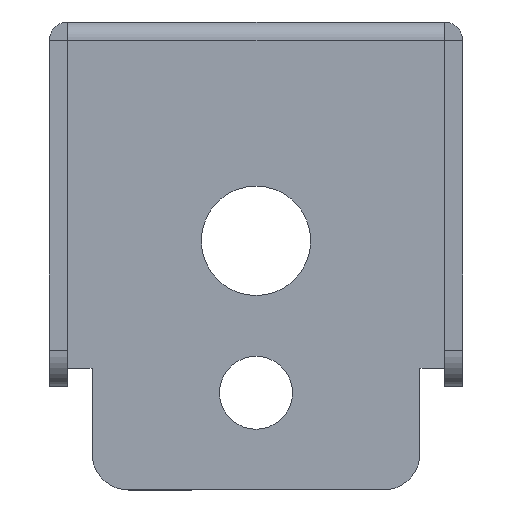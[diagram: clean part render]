
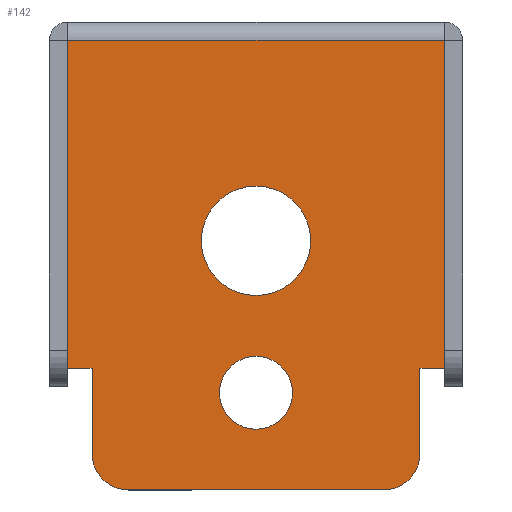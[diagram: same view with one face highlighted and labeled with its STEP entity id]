
A CAD part, left-side view. The second image highlights one B-rep face of the part: STEP entity #142.
In plain terms, the highlighted planar face has unit normal (-1, 0, 0).
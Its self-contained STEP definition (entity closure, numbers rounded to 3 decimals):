
#142 = ADVANCED_FACE ( 'NONE', ( #14547, #14553, #14555 ), #4903, .F. ) ;
#1485 = EDGE_CURVE ( 'NONE', #3721, #3750, #13439, .T. ) ;
#1493 = EDGE_CURVE ( 'NONE', #3698, #3692, #13452, .T. ) ;
#1516 = EDGE_CURVE ( 'NONE', #3760, #3780, #13485, .T. ) ;
#1518 = EDGE_CURVE ( 'NONE', #3715, #3779, #13489, .T. ) ;
#2797 = VERTEX_POINT ( 'NONE', #7629 ) ;
#2800 = VERTEX_POINT ( 'NONE', #7632 ) ;
#2805 = VERTEX_POINT ( 'NONE', #7638 ) ;
#2808 = VERTEX_POINT ( 'NONE', #7642 ) ;
#2809 = VERTEX_POINT ( 'NONE', #7645 ) ;
#2812 = VERTEX_POINT ( 'NONE', #7641 ) ;
#3163 = LINE ( 'NONE', #9383, #3179 ) ;
#3171 = LINE ( 'NONE', #9388, #3175 ) ;
#3175 = VECTOR ( 'NONE', #9389, 1000. ) ;
#3179 = VECTOR ( 'NONE', #9384, 1000. ) ;
#3182 = VECTOR ( 'NONE', #9406, 1000. ) ;
#3184 = CIRCLE ( 'NONE', #14811, 3. ) ;
#3188 = LINE ( 'NONE', #9392, #3190 ) ;
#3190 = VECTOR ( 'NONE', #9393, 1000. ) ;
#3192 = LINE ( 'NONE', #9394, #3194 ) ;
#3194 = VECTOR ( 'NONE', #9395, 1000. ) ;
#3203 = LINE ( 'NONE', #9387, #3182 ) ;
#3208 = LINE ( 'NONE', #9422, #3210 ) ;
#3210 = VECTOR ( 'NONE', #9424, 1000. ) ;
#3212 = CIRCLE ( 'NONE', #14808, 4.5 ) ;
#3216 = CIRCLE ( 'NONE', #14812, 3. ) ;
#3226 = CIRCLE ( 'NONE', #14814, 3. ) ;
#3692 = VERTEX_POINT ( 'NONE', #8113 ) ;
#3698 = VERTEX_POINT ( 'NONE', #8124 ) ;
#3715 = VERTEX_POINT ( 'NONE', #8301 ) ;
#3721 = VERTEX_POINT ( 'NONE', #8308 ) ;
#3750 = VERTEX_POINT ( 'NONE', #8362 ) ;
#3760 = VERTEX_POINT ( 'NONE', #8380 ) ;
#3779 = VERTEX_POINT ( 'NONE', #8415 ) ;
#3780 = VERTEX_POINT ( 'NONE', #8417 ) ;
#4898 = CARTESIAN_POINT ( 'NONE',  ( -349.5, 15.49, 0. ) ) ;
#4903 = PLANE ( 'NONE',  #13173 ) ;
#4904 = DIRECTION ( 'NONE',  ( 1., 0., 0. ) ) ;
#4905 = DIRECTION ( 'NONE',  ( 0., 0., -1. ) ) ;
#6781 = CARTESIAN_POINT ( 'NONE',  ( -349.5, 0., -16.5 ) ) ;
#6782 = DIRECTION ( 'NONE',  ( -1., 0., 0. ) ) ;
#6783 = DIRECTION ( 'NONE',  ( 0., 0., 1. ) ) ;
#6802 = CARTESIAN_POINT ( 'NONE',  ( -349.5, 0., -29. ) ) ;
#6803 = DIRECTION ( 'NONE',  ( -1., 0., 0. ) ) ;
#6804 = DIRECTION ( 'NONE',  ( 0., 0., 1. ) ) ;
#6851 = CARTESIAN_POINT ( 'NONE',  ( -349.5, -15.49, -27. ) ) ;
#6854 = DIRECTION ( 'NONE',  ( 0., -1., 0. ) ) ;
#6855 = CARTESIAN_POINT ( 'NONE',  ( -349.5, -15.49, -27. ) ) ;
#6858 = DIRECTION ( 'NONE',  ( 0., -1., 0. ) ) ;
#7629 = CARTESIAN_POINT ( 'NONE',  ( -349.5, 15.49, -0.01 ) ) ;
#7632 = CARTESIAN_POINT ( 'NONE',  ( -349.5, -15.49, -0.01 ) ) ;
#7638 = CARTESIAN_POINT ( 'NONE',  ( -349.5, -10.49, -37. ) ) ;
#7641 = CARTESIAN_POINT ( 'NONE',  ( -349.5, 13.49, -34. ) ) ;
#7642 = CARTESIAN_POINT ( 'NONE',  ( -349.5, 10.49, -37. ) ) ;
#7645 = CARTESIAN_POINT ( 'NONE',  ( -349.5, -13.49, -34. ) ) ;
#8113 = CARTESIAN_POINT ( 'NONE',  ( -349.5, 0., -26. ) ) ;
#8124 = CARTESIAN_POINT ( 'NONE',  ( -349.5, 0., -32. ) ) ;
#8301 = CARTESIAN_POINT ( 'NONE',  ( -349.5, 15.49, -27. ) ) ;
#8308 = CARTESIAN_POINT ( 'NONE',  ( -349.5, 0., -21. ) ) ;
#8362 = CARTESIAN_POINT ( 'NONE',  ( -349.5, 0., -12. ) ) ;
#8380 = CARTESIAN_POINT ( 'NONE',  ( -349.5, -13.49, -27. ) ) ;
#8415 = CARTESIAN_POINT ( 'NONE',  ( -349.5, 13.49, -27. ) ) ;
#8417 = CARTESIAN_POINT ( 'NONE',  ( -349.5, -15.49, -27. ) ) ;
#9375 = CARTESIAN_POINT ( 'NONE',  ( -349.5, -10.49, -34. ) ) ;
#9383 = CARTESIAN_POINT ( 'NONE',  ( -349.5, -15.49, 0. ) ) ;
#9384 = DIRECTION ( 'NONE',  ( 0., 0., 1. ) ) ;
#9385 = DIRECTION ( 'NONE',  ( -1., 0., 0. ) ) ;
#9386 = DIRECTION ( 'NONE',  ( 0., 0., -1. ) ) ;
#9387 = CARTESIAN_POINT ( 'NONE',  ( -349.5, -13.49, -37. ) ) ;
#9388 = CARTESIAN_POINT ( 'NONE',  ( -349.5, 15.49, -0.01 ) ) ;
#9389 = DIRECTION ( 'NONE',  ( 0., -1., 0. ) ) ;
#9392 = CARTESIAN_POINT ( 'NONE',  ( -349.5, 15.49, -27. ) ) ;
#9393 = DIRECTION ( 'NONE',  ( 0., 0., -1. ) ) ;
#9394 = CARTESIAN_POINT ( 'NONE',  ( -349.5, -13.49, -37. ) ) ;
#9395 = DIRECTION ( 'NONE',  ( 0., 0., 1. ) ) ;
#9404 = CARTESIAN_POINT ( 'NONE',  ( -349.5, 0., -29. ) ) ;
#9406 = DIRECTION ( 'NONE',  ( 0., 1., 0. ) ) ;
#9408 = CARTESIAN_POINT ( 'NONE',  ( -349.5, 0., -16.5 ) ) ;
#9411 = DIRECTION ( 'NONE',  ( -1., 0., 0. ) ) ;
#9413 = DIRECTION ( 'NONE',  ( 0., 0., 1. ) ) ;
#9415 = CARTESIAN_POINT ( 'NONE',  ( -349.5, 10.49, -34. ) ) ;
#9418 = DIRECTION ( 'NONE',  ( -1., 0., 0. ) ) ;
#9419 = DIRECTION ( 'NONE',  ( 0., 0., 1. ) ) ;
#9422 = CARTESIAN_POINT ( 'NONE',  ( -349.5, 13.49, -37. ) ) ;
#9424 = DIRECTION ( 'NONE',  ( 0., 0., 1. ) ) ;
#9435 = DIRECTION ( 'NONE',  ( -1., 0., 0. ) ) ;
#9437 = DIRECTION ( 'NONE',  ( 0., 0., -1. ) ) ;
#12606 = EDGE_CURVE ( 'NONE', #3780, #2800, #3163, .T. ) ;
#12607 = EDGE_CURVE ( 'NONE', #2805, #2809, #3184, .T. ) ;
#12608 = EDGE_CURVE ( 'NONE', #2797, #2800, #3171, .T. ) ;
#12610 = EDGE_CURVE ( 'NONE', #2797, #3715, #3188, .T. ) ;
#12611 = EDGE_CURVE ( 'NONE', #2809, #3760, #3192, .T. ) ;
#12614 = EDGE_CURVE ( 'NONE', #2805, #2808, #3203, .T. ) ;
#12615 = EDGE_CURVE ( 'NONE', #3750, #3721, #3212, .T. ) ;
#12616 = EDGE_CURVE ( 'NONE', #3692, #3698, #3216, .T. ) ;
#12617 = EDGE_CURVE ( 'NONE', #2812, #3779, #3208, .T. ) ;
#12619 = EDGE_CURVE ( 'NONE', #2812, #2808, #3226, .T. ) ;
#13173 = AXIS2_PLACEMENT_3D ( 'NONE', #4898, #4904, #4905 ) ;
#13439 = CIRCLE ( 'NONE', #16047, 4.5 ) ;
#13452 = CIRCLE ( 'NONE', #16049, 3. ) ;
#13485 = LINE ( 'NONE', #6851, #13490 ) ;
#13489 = LINE ( 'NONE', #6855, #13493 ) ;
#13490 = VECTOR ( 'NONE', #6854, 1000. ) ;
#13493 = VECTOR ( 'NONE', #6858, 1000. ) ;
#13776 = EDGE_LOOP ( 'NONE', ( #15655, #15659 ) ) ;
#13779 = EDGE_LOOP ( 'NONE', ( #15658, #15662 ) ) ;
#13780 = EDGE_LOOP ( 'NONE', ( #15661, #15665, #15576, #15563, #15579, #15566, #15572, #15567, #15575, #15570 ) ) ;
#14547 = FACE_BOUND ( 'NONE', #13776, .T. ) ;
#14553 = FACE_BOUND ( 'NONE', #13779, .T. ) ;
#14555 = FACE_OUTER_BOUND ( 'NONE', #13780, .T. ) ;
#14808 = AXIS2_PLACEMENT_3D ( 'NONE', #9408, #9411, #9413 ) ;
#14811 = AXIS2_PLACEMENT_3D ( 'NONE', #9375, #9385, #9386 ) ;
#14812 = AXIS2_PLACEMENT_3D ( 'NONE', #9404, #9418, #9419 ) ;
#14814 = AXIS2_PLACEMENT_3D ( 'NONE', #9415, #9435, #9437 ) ;
#15563 = ORIENTED_EDGE ( 'NONE', *, *, #1516, .T. ) ;
#15566 = ORIENTED_EDGE ( 'NONE', *, *, #12608, .F. ) ;
#15567 = ORIENTED_EDGE ( 'NONE', *, *, #1518, .T. ) ;
#15570 = ORIENTED_EDGE ( 'NONE', *, *, #12619, .T. ) ;
#15572 = ORIENTED_EDGE ( 'NONE', *, *, #12610, .T. ) ;
#15575 = ORIENTED_EDGE ( 'NONE', *, *, #12617, .F. ) ;
#15576 = ORIENTED_EDGE ( 'NONE', *, *, #12611, .T. ) ;
#15579 = ORIENTED_EDGE ( 'NONE', *, *, #12606, .T. ) ;
#15655 = ORIENTED_EDGE ( 'NONE', *, *, #12615, .F. ) ;
#15658 = ORIENTED_EDGE ( 'NONE', *, *, #12616, .F. ) ;
#15659 = ORIENTED_EDGE ( 'NONE', *, *, #1485, .F. ) ;
#15661 = ORIENTED_EDGE ( 'NONE', *, *, #12614, .F. ) ;
#15662 = ORIENTED_EDGE ( 'NONE', *, *, #1493, .F. ) ;
#15665 = ORIENTED_EDGE ( 'NONE', *, *, #12607, .T. ) ;
#16047 = AXIS2_PLACEMENT_3D ( 'NONE', #6781, #6782, #6783 ) ;
#16049 = AXIS2_PLACEMENT_3D ( 'NONE', #6802, #6803, #6804 ) ;
